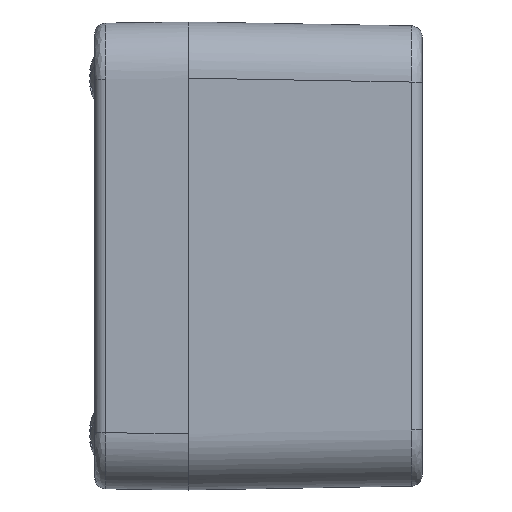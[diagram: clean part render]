
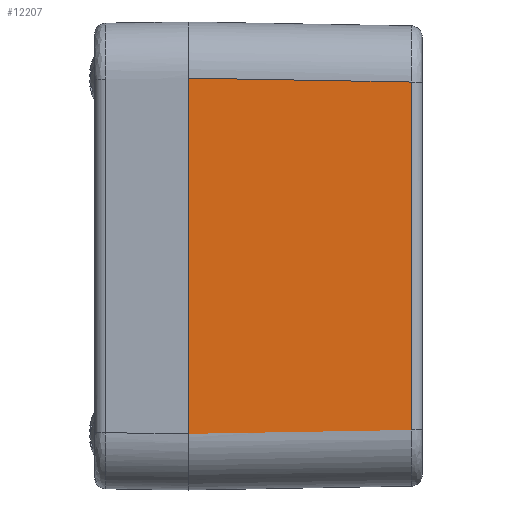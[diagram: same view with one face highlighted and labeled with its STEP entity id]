
A CAD part, left-side view. The second image highlights one B-rep face of the part: STEP entity #12207.
In plain terms, the highlighted planar face has unit normal (-1, -0.018, 0).
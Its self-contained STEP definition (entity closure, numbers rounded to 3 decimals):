
#350 = DIRECTION ( 'NONE',  ( 0., 0., -1. ) ) ;
#572 = LINE ( 'NONE', #9491, #11171 ) ;
#715 = CARTESIAN_POINT ( 'NONE',  ( -32.084, 1.179, 18.585 ) ) ;
#1043 = VERTEX_POINT ( 'NONE', #12196 ) ;
#1506 = AXIS2_PLACEMENT_3D ( 'NONE', #14520, #4329, #2979 ) ;
#2593 = DIRECTION ( 'NONE',  ( 0.017, -1., -0.017 ) ) ;
#2733 = DIRECTION ( 'NONE',  ( 0., 0., -1. ) ) ;
#2979 = DIRECTION ( 'NONE',  ( -0.017, 1., 0. ) ) ;
#3190 = EDGE_CURVE ( 'NONE', #1043, #9756, #3852, .T. ) ;
#3718 = CARTESIAN_POINT ( 'NONE',  ( -32.5, 25., 19.001 ) ) ;
#3852 = LINE ( 'NONE', #8474, #8706 ) ;
#4329 = DIRECTION ( 'NONE',  ( -1., -0.017, 0. ) ) ;
#5996 = EDGE_CURVE ( 'NONE', #1043, #13722, #7261, .T. ) ;
#6100 = VECTOR ( 'NONE', #2593, 1000. ) ;
#6323 = VECTOR ( 'NONE', #8483, 1000. ) ;
#7261 = LINE ( 'NONE', #3718, #6100 ) ;
#7723 = VERTEX_POINT ( 'NONE', #13425 ) ;
#8474 = CARTESIAN_POINT ( 'NONE',  ( -32.5, 25., 19.001 ) ) ;
#8483 = DIRECTION ( 'NONE',  ( 0.017, -1., 0.017 ) ) ;
#8706 = VECTOR ( 'NONE', #2733, 1000. ) ;
#9469 = LINE ( 'NONE', #9542, #6323 ) ;
#9491 = CARTESIAN_POINT ( 'NONE',  ( -32.084, 1.179, 18.585 ) ) ;
#9542 = CARTESIAN_POINT ( 'NONE',  ( -32.5, 25., -19.001 ) ) ;
#9756 = VERTEX_POINT ( 'NONE', #13422 ) ;
#9921 = PLANE ( 'NONE',  #1506 ) ;
#10688 = ORIENTED_EDGE ( 'NONE', *, *, #3190, .T. ) ;
#11171 = VECTOR ( 'NONE', #350, 1000. ) ;
#11218 = FACE_OUTER_BOUND ( 'NONE', #13278, .T. ) ;
#11809 = ORIENTED_EDGE ( 'NONE', *, *, #13323, .F. ) ;
#12196 = CARTESIAN_POINT ( 'NONE',  ( -32.5, 25., 19.001 ) ) ;
#12207 = ADVANCED_FACE ( 'NONE', ( #11218 ), #9921, .T. ) ;
#12528 = EDGE_CURVE ( 'NONE', #9756, #7723, #9469, .T. ) ;
#12630 = ORIENTED_EDGE ( 'NONE', *, *, #12528, .T. ) ;
#13151 = ORIENTED_EDGE ( 'NONE', *, *, #5996, .F. ) ;
#13278 = EDGE_LOOP ( 'NONE', ( #13151, #10688, #12630, #11809 ) ) ;
#13323 = EDGE_CURVE ( 'NONE', #13722, #7723, #572, .T. ) ;
#13422 = CARTESIAN_POINT ( 'NONE',  ( -32.5, 25., -19.001 ) ) ;
#13425 = CARTESIAN_POINT ( 'NONE',  ( -32.084, 1.179, -18.585 ) ) ;
#13722 = VERTEX_POINT ( 'NONE', #715 ) ;
#14520 = CARTESIAN_POINT ( 'NONE',  ( -32.5, 25., -27.082 ) ) ;
